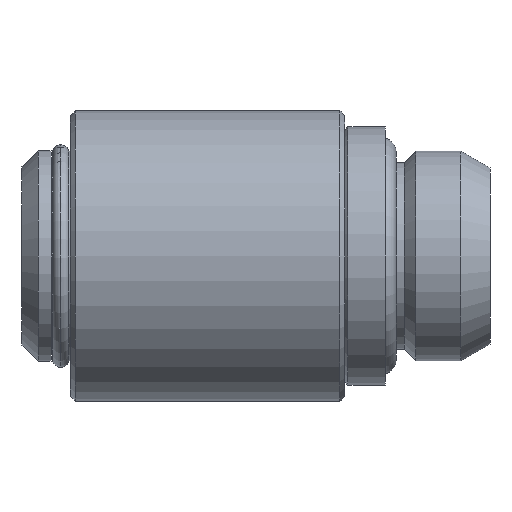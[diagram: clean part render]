
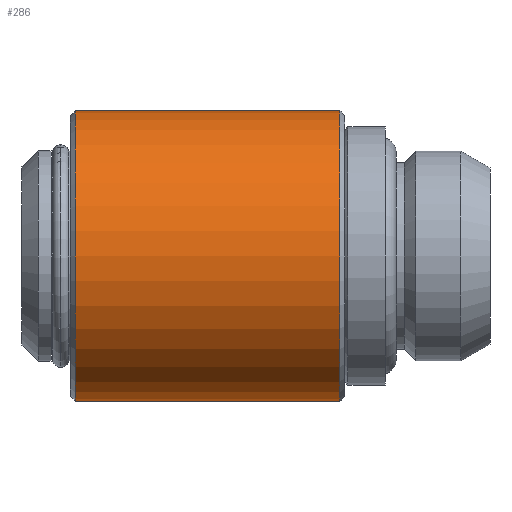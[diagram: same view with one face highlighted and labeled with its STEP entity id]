
A CAD part, left-side view. The second image highlights one B-rep face of the part: STEP entity #286.
In plain terms, the highlighted cylindrical face has radius 9 mm (diameter 18 mm), a partial arc.
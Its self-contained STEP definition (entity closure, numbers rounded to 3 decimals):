
#92 = CARTESIAN_POINT ( 'NONE',  ( 0., -9.881, -9. ) ) ;
#93 = LINE ( 'NONE', #92, #144 ) ;
#143 = DIRECTION ( 'NONE',  ( 0., -1., 0. ) ) ;
#144 = VECTOR ( 'NONE', #143, 1000. ) ;
#277 = ORIENTED_EDGE ( 'NONE', *, *, #2742, .F. ) ;
#286 = ADVANCED_FACE ( 'NONE', ( #370 ), #362, .T. ) ;
#298 = ORIENTED_EDGE ( 'NONE', *, *, #299, .F. ) ;
#299 = EDGE_CURVE ( 'NONE', #2692, #2688, #385, .T. ) ;
#306 = ORIENTED_EDGE ( 'NONE', *, *, #308, .T. ) ;
#308 = EDGE_CURVE ( 'NONE', #2725, #2733, #379, .T. ) ;
#323 = EDGE_LOOP ( 'NONE', ( #277, #306, #325, #298 ) ) ;
#325 = ORIENTED_EDGE ( 'NONE', *, *, #2785, .T. ) ;
#354 = CARTESIAN_POINT ( 'NONE',  ( 0., -9.881, 0. ) ) ;
#362 = CYLINDRICAL_SURFACE ( 'NONE', #369, 9. ) ;
#367 = DIRECTION ( 'NONE',  ( 0., 0., -1. ) ) ;
#368 = DIRECTION ( 'NONE',  ( 0., -1., 0. ) ) ;
#369 = AXIS2_PLACEMENT_3D ( 'NONE', #354, #368, #367 ) ;
#370 = FACE_OUTER_BOUND ( 'NONE', #323, .T. ) ;
#374 = CARTESIAN_POINT ( 'NONE',  ( 0., 8.2, 0. ) ) ;
#375 = AXIS2_PLACEMENT_3D ( 'NONE', #374, #397, #396 ) ;
#379 = CIRCLE ( 'NONE', #375, 9. ) ;
#381 = DIRECTION ( 'NONE',  ( 0., -1., 0. ) ) ;
#385 = CIRCLE ( 'NONE', #394, 9. ) ;
#394 = AXIS2_PLACEMENT_3D ( 'NONE', #407, #381, #403 ) ;
#396 = DIRECTION ( 'NONE',  ( 0., 0., -1. ) ) ;
#397 = DIRECTION ( 'NONE',  ( 0., -1., 0. ) ) ;
#403 = DIRECTION ( 'NONE',  ( 0., 0., -1. ) ) ;
#407 = CARTESIAN_POINT ( 'NONE',  ( 0., -8.2, 0. ) ) ;
#1531 = CARTESIAN_POINT ( 'NONE',  ( 0., -9.881, 9. ) ) ;
#1532 = LINE ( 'NONE', #1531, #1533 ) ;
#1533 = VECTOR ( 'NONE', #1534, 1000. ) ;
#1534 = DIRECTION ( 'NONE',  ( 0., -1., 0. ) ) ;
#1834 = CARTESIAN_POINT ( 'NONE',  ( 0., 8.2, -9. ) ) ;
#2032 = CARTESIAN_POINT ( 'NONE',  ( 0., 8.2, 9. ) ) ;
#2099 = CARTESIAN_POINT ( 'NONE',  ( 0., -8.2, 9. ) ) ;
#2101 = CARTESIAN_POINT ( 'NONE',  ( 0., -8.2, -9. ) ) ;
#2688 = VERTEX_POINT ( 'NONE', #2101 ) ;
#2692 = VERTEX_POINT ( 'NONE', #2099 ) ;
#2725 = VERTEX_POINT ( 'NONE', #2032 ) ;
#2733 = VERTEX_POINT ( 'NONE', #1834 ) ;
#2742 = EDGE_CURVE ( 'NONE', #2725, #2692, #1532, .T. ) ;
#2785 = EDGE_CURVE ( 'NONE', #2733, #2688, #93, .T. ) ;
